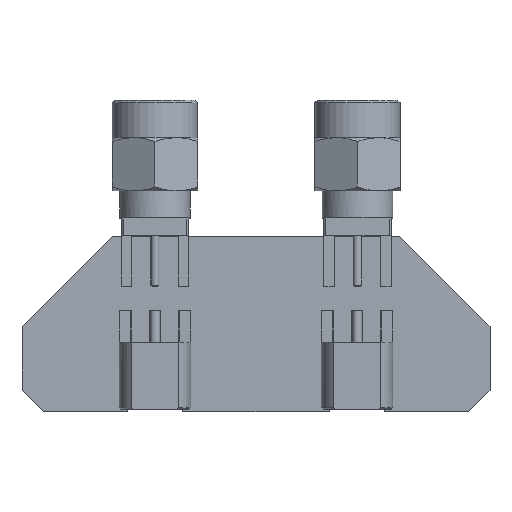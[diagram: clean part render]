
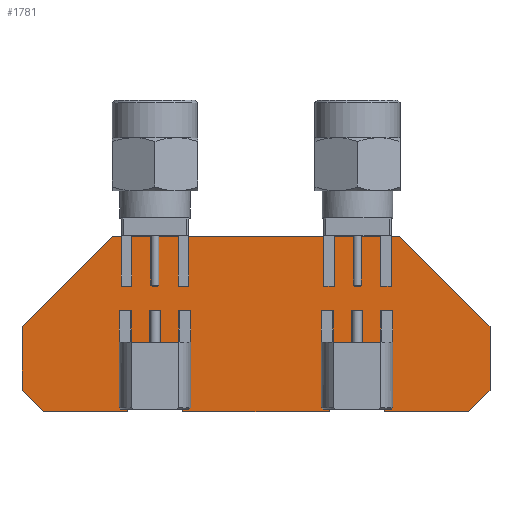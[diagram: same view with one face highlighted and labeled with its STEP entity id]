
A CAD part, top view. The second image highlights one B-rep face of the part: STEP entity #1781.
In plain terms, the highlighted planar face has unit normal (0, 0, 1).
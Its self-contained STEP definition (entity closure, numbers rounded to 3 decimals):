
#1268 = VERTEX_POINT('',#1269);
#1269 = CARTESIAN_POINT('',(13.5,3.,0.));
#1275 = EDGE_CURVE('',#1268,#1276,#1278,.T.);
#1276 = VERTEX_POINT('',#1277);
#1277 = CARTESIAN_POINT('',(21.4,3.,0.));
#1278 = LINE('',#1279,#1280);
#1279 = CARTESIAN_POINT('',(13.5,3.,0.));
#1280 = VECTOR('',#1281,1.);
#1281 = DIRECTION('',(1.,0.,0.));
#1306 = EDGE_CURVE('',#1276,#1307,#1309,.T.);
#1307 = VERTEX_POINT('',#1308);
#1308 = CARTESIAN_POINT('',(21.4,9.5,0.));
#1309 = LINE('',#1310,#1311);
#1310 = CARTESIAN_POINT('',(21.4,3.,0.));
#1311 = VECTOR('',#1312,1.);
#1312 = DIRECTION('',(0.,1.,0.));
#1337 = EDGE_CURVE('',#1307,#1338,#1340,.T.);
#1338 = VERTEX_POINT('',#1339);
#1339 = CARTESIAN_POINT('',(26.6,9.5,0.));
#1340 = LINE('',#1341,#1342);
#1341 = CARTESIAN_POINT('',(21.4,9.5,0.));
#1342 = VECTOR('',#1343,1.);
#1343 = DIRECTION('',(1.,0.,0.));
#1368 = EDGE_CURVE('',#1338,#1369,#1371,.T.);
#1369 = VERTEX_POINT('',#1370);
#1370 = CARTESIAN_POINT('',(26.6,3.,0.));
#1371 = LINE('',#1372,#1373);
#1372 = CARTESIAN_POINT('',(26.6,9.5,0.));
#1373 = VECTOR('',#1374,1.);
#1374 = DIRECTION('',(0.,-1.,0.));
#1399 = EDGE_CURVE('',#1369,#1400,#1402,.T.);
#1400 = VERTEX_POINT('',#1401);
#1401 = CARTESIAN_POINT('',(40.4,3.,0.));
#1402 = LINE('',#1403,#1404);
#1403 = CARTESIAN_POINT('',(26.6,3.,0.));
#1404 = VECTOR('',#1405,1.);
#1405 = DIRECTION('',(1.,0.,0.));
#1430 = EDGE_CURVE('',#1400,#1431,#1433,.T.);
#1431 = VERTEX_POINT('',#1432);
#1432 = CARTESIAN_POINT('',(40.4,9.5,0.));
#1433 = LINE('',#1434,#1435);
#1434 = CARTESIAN_POINT('',(40.4,3.,0.));
#1435 = VECTOR('',#1436,1.);
#1436 = DIRECTION('',(0.,1.,0.));
#1461 = EDGE_CURVE('',#1431,#1462,#1464,.T.);
#1462 = VERTEX_POINT('',#1463);
#1463 = CARTESIAN_POINT('',(45.6,9.5,0.));
#1464 = LINE('',#1465,#1466);
#1465 = CARTESIAN_POINT('',(40.4,9.5,0.));
#1466 = VECTOR('',#1467,1.);
#1467 = DIRECTION('',(1.,0.,0.));
#1492 = EDGE_CURVE('',#1462,#1493,#1495,.T.);
#1493 = VERTEX_POINT('',#1494);
#1494 = CARTESIAN_POINT('',(45.6,3.,0.));
#1495 = LINE('',#1496,#1497);
#1496 = CARTESIAN_POINT('',(45.6,9.5,0.));
#1497 = VECTOR('',#1498,1.);
#1498 = DIRECTION('',(0.,-1.,0.));
#1523 = EDGE_CURVE('',#1493,#1524,#1526,.T.);
#1524 = VERTEX_POINT('',#1525);
#1525 = CARTESIAN_POINT('',(53.5,3.,0.));
#1526 = LINE('',#1527,#1528);
#1527 = CARTESIAN_POINT('',(45.6,3.,0.));
#1528 = VECTOR('',#1529,1.);
#1529 = DIRECTION('',(1.,0.,0.));
#1554 = EDGE_CURVE('',#1524,#1555,#1557,.T.);
#1555 = VERTEX_POINT('',#1556);
#1556 = CARTESIAN_POINT('',(55.5,5.,0.));
#1557 = LINE('',#1558,#1559);
#1558 = CARTESIAN_POINT('',(53.5,3.,0.));
#1559 = VECTOR('',#1560,1.);
#1560 = DIRECTION('',(0.707,0.707,0.));
#1585 = EDGE_CURVE('',#1555,#1586,#1588,.T.);
#1586 = VERTEX_POINT('',#1587);
#1587 = CARTESIAN_POINT('',(55.5,11.,0.));
#1588 = LINE('',#1589,#1590);
#1589 = CARTESIAN_POINT('',(55.5,5.,0.));
#1590 = VECTOR('',#1591,1.);
#1591 = DIRECTION('',(0.,1.,0.));
#1616 = EDGE_CURVE('',#1586,#1617,#1619,.T.);
#1617 = VERTEX_POINT('',#1618);
#1618 = CARTESIAN_POINT('',(47.,19.5,0.));
#1619 = LINE('',#1620,#1621);
#1620 = CARTESIAN_POINT('',(55.5,11.,0.));
#1621 = VECTOR('',#1622,1.);
#1622 = DIRECTION('',(-0.707,0.707,0.));
#1647 = EDGE_CURVE('',#1617,#1648,#1650,.T.);
#1648 = VERTEX_POINT('',#1649);
#1649 = CARTESIAN_POINT('',(20.,19.5,0.));
#1650 = LINE('',#1651,#1652);
#1651 = CARTESIAN_POINT('',(47.,19.5,0.));
#1652 = VECTOR('',#1653,1.);
#1653 = DIRECTION('',(-1.,0.,0.));
#1678 = EDGE_CURVE('',#1648,#1679,#1681,.T.);
#1679 = VERTEX_POINT('',#1680);
#1680 = CARTESIAN_POINT('',(11.5,11.,0.));
#1681 = LINE('',#1682,#1683);
#1682 = CARTESIAN_POINT('',(20.,19.5,0.));
#1683 = VECTOR('',#1684,1.);
#1684 = DIRECTION('',(-0.707,-0.707,0.));
#1709 = EDGE_CURVE('',#1679,#1710,#1712,.T.);
#1710 = VERTEX_POINT('',#1711);
#1711 = CARTESIAN_POINT('',(11.5,5.,0.));
#1712 = LINE('',#1713,#1714);
#1713 = CARTESIAN_POINT('',(11.5,11.,0.));
#1714 = VECTOR('',#1715,1.);
#1715 = DIRECTION('',(0.,-1.,0.));
#1740 = EDGE_CURVE('',#1710,#1268,#1741,.T.);
#1741 = LINE('',#1742,#1743);
#1742 = CARTESIAN_POINT('',(11.5,5.,0.));
#1743 = VECTOR('',#1744,1.);
#1744 = DIRECTION('',(0.707,-0.707,0.));
#1781 = ADVANCED_FACE('',(#1782),#1800,.F.);
#1782 = FACE_BOUND('',#1783,.T.);
#1783 = EDGE_LOOP('',(#1784,#1785,#1786,#1787,#1788,#1789,#1790,#1791,
    #1792,#1793,#1794,#1795,#1796,#1797,#1798,#1799));
#1784 = ORIENTED_EDGE('',*,*,#1275,.T.);
#1785 = ORIENTED_EDGE('',*,*,#1306,.T.);
#1786 = ORIENTED_EDGE('',*,*,#1337,.T.);
#1787 = ORIENTED_EDGE('',*,*,#1368,.T.);
#1788 = ORIENTED_EDGE('',*,*,#1399,.T.);
#1789 = ORIENTED_EDGE('',*,*,#1430,.T.);
#1790 = ORIENTED_EDGE('',*,*,#1461,.T.);
#1791 = ORIENTED_EDGE('',*,*,#1492,.T.);
#1792 = ORIENTED_EDGE('',*,*,#1523,.T.);
#1793 = ORIENTED_EDGE('',*,*,#1554,.T.);
#1794 = ORIENTED_EDGE('',*,*,#1585,.T.);
#1795 = ORIENTED_EDGE('',*,*,#1616,.T.);
#1796 = ORIENTED_EDGE('',*,*,#1647,.T.);
#1797 = ORIENTED_EDGE('',*,*,#1678,.T.);
#1798 = ORIENTED_EDGE('',*,*,#1709,.T.);
#1799 = ORIENTED_EDGE('',*,*,#1740,.T.);
#1800 = PLANE('',#1801);
#1801 = AXIS2_PLACEMENT_3D('',#1802,#1803,#1804);
#1802 = CARTESIAN_POINT('',(13.5,3.,0.));
#1803 = DIRECTION('',(0.,0.,-1.));
#1804 = DIRECTION('',(-1.,0.,0.));
